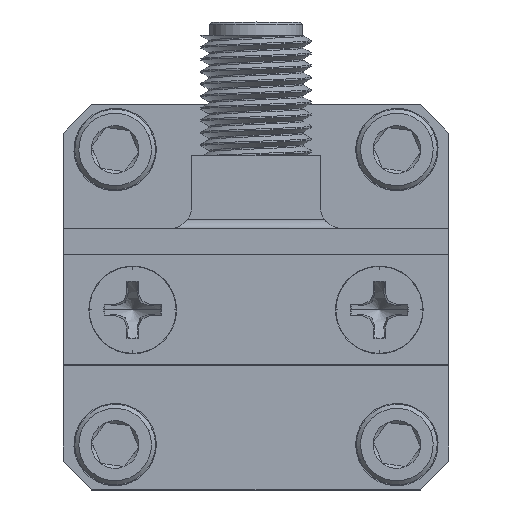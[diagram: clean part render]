
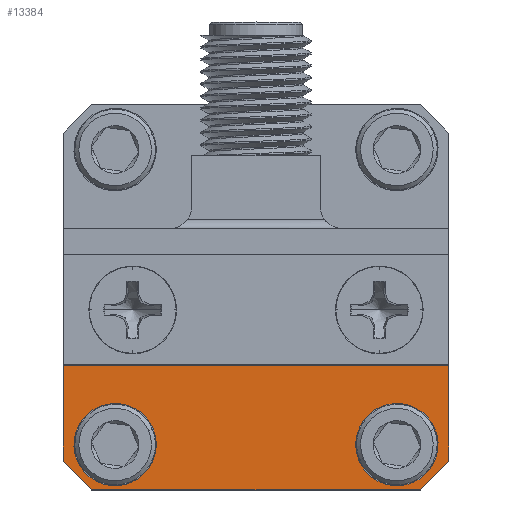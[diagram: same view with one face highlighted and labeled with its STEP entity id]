
A CAD part, top view. The second image highlights one B-rep face of the part: STEP entity #13384.
In plain terms, the highlighted face is planar.
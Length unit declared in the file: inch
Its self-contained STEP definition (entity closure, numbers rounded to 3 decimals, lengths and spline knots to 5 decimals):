
#135 = EDGE_CURVE ( 'NONE', #3730, #2791, #9361, .T. ) ;
#631 = EDGE_CURVE ( 'NONE', #12906, #5471, #14482, .T. ) ;
#1007 = CARTESIAN_POINT ( 'NONE',  ( 0.3725, 0.175, -0.4375 ) ) ;
#1231 = LINE ( 'NONE', #10358, #5933 ) ;
#1346 = CARTESIAN_POINT ( 'NONE',  ( 0., 0.175, 0. ) ) ;
#1830 = VECTOR ( 'NONE', #3344, 39.37008 ) ;
#2199 = ORIENTED_EDGE ( 'NONE', *, *, #3985, .T. ) ;
#2268 = ORIENTED_EDGE ( 'NONE', *, *, #14177, .T. ) ;
#2409 = EDGE_LOOP ( 'NONE', ( #14007, #2199, #2268, #13920, #2506, #8693 ) ) ;
#2506 = ORIENTED_EDGE ( 'NONE', *, *, #9235, .T. ) ;
#2527 = DIRECTION ( 'NONE',  ( 0., 0., 1. ) ) ;
#2649 = CARTESIAN_POINT ( 'NONE',  ( 0.4375, 0.175, -0.155 ) ) ;
#2699 = DIRECTION ( 'NONE',  ( 0., -1., 0. ) ) ;
#2722 = EDGE_CURVE ( 'NONE', #8544, #6518, #9295, .T. ) ;
#2791 = VERTEX_POINT ( 'NONE', #8043 ) ;
#3055 = CARTESIAN_POINT ( 'NONE',  ( 0.32, 0.175, -0.277 ) ) ;
#3057 = VERTEX_POINT ( 'NONE', #7364 ) ;
#3158 = CARTESIAN_POINT ( 'NONE',  ( 0.4375, 0.175, 0.4375 ) ) ;
#3270 = ORIENTED_EDGE ( 'NONE', *, *, #12756, .F. ) ;
#3344 = DIRECTION ( 'NONE',  ( 0., 0., 1. ) ) ;
#3730 = VERTEX_POINT ( 'NONE', #2649 ) ;
#3985 = EDGE_CURVE ( 'NONE', #2791, #11958, #9267, .T. ) ;
#4361 = CARTESIAN_POINT ( 'NONE',  ( -0.4375, 0.175, -0.155 ) ) ;
#4483 = DIRECTION ( 'NONE',  ( 0., 0., -1. ) ) ;
#4702 = CARTESIAN_POINT ( 'NONE',  ( -0.32, 0.175, -0.393 ) ) ;
#4734 = EDGE_CURVE ( 'NONE', #6301, #3730, #5968, .T. ) ;
#4829 = CARTESIAN_POINT ( 'NONE',  ( -0.32, 0.175, -0.277 ) ) ;
#5471 = VERTEX_POINT ( 'NONE', #6221 ) ;
#5794 = LINE ( 'NONE', #7025, #6019 ) ;
#5851 = CIRCLE ( 'NONE', #6288, 0.058 ) ;
#5877 = VECTOR ( 'NONE', #4483, 39.37008 ) ;
#5933 = VECTOR ( 'NONE', #6525, 39.37008 ) ;
#5968 = LINE ( 'NONE', #16215, #6177 ) ;
#6019 = VECTOR ( 'NONE', #9515, 39.37008 ) ;
#6177 = VECTOR ( 'NONE', #16162, 39.37008 ) ;
#6221 = CARTESIAN_POINT ( 'NONE',  ( 0.32, 0.175, -0.393 ) ) ;
#6288 = AXIS2_PLACEMENT_3D ( 'NONE', #7501, #11468, #8887 ) ;
#6301 = VERTEX_POINT ( 'NONE', #4361 ) ;
#6518 = VERTEX_POINT ( 'NONE', #4702 ) ;
#6525 = DIRECTION ( 'NONE',  ( -0.707, 0., 0.707 ) ) ;
#6646 = EDGE_CURVE ( 'NONE', #6987, #3057, #1231, .T. ) ;
#6987 = VERTEX_POINT ( 'NONE', #9146 ) ;
#7025 = CARTESIAN_POINT ( 'NONE',  ( -0.4375, 0.175, -0.4375 ) ) ;
#7137 = CARTESIAN_POINT ( 'NONE',  ( 0.3725, 0.175, -0.4375 ) ) ;
#7364 = CARTESIAN_POINT ( 'NONE',  ( -0.4375, 0.175, -0.3725 ) ) ;
#7501 = CARTESIAN_POINT ( 'NONE',  ( -0.32, 0.175, -0.335 ) ) ;
#7522 = AXIS2_PLACEMENT_3D ( 'NONE', #11797, #14542, #16891 ) ;
#7682 = CIRCLE ( 'NONE', #9151, 0.058 ) ;
#7987 = DIRECTION ( 'NONE',  ( 0., 0., 1. ) ) ;
#8043 = CARTESIAN_POINT ( 'NONE',  ( 0.4375, 0.175, -0.3725 ) ) ;
#8544 = VERTEX_POINT ( 'NONE', #4829 ) ;
#8586 = ORIENTED_EDGE ( 'NONE', *, *, #631, .F. ) ;
#8693 = ORIENTED_EDGE ( 'NONE', *, *, #4734, .T. ) ;
#8887 = DIRECTION ( 'NONE',  ( 0., 0., 1. ) ) ;
#9146 = CARTESIAN_POINT ( 'NONE',  ( -0.3725, 0.175, -0.4375 ) ) ;
#9151 = AXIS2_PLACEMENT_3D ( 'NONE', #13205, #14372, #7987 ) ;
#9235 = EDGE_CURVE ( 'NONE', #3057, #6301, #10630, .T. ) ;
#9267 = LINE ( 'NONE', #7137, #12354 ) ;
#9295 = CIRCLE ( 'NONE', #7522, 0.058 ) ;
#9298 = FACE_OUTER_BOUND ( 'NONE', #2409, .T. ) ;
#9361 = LINE ( 'NONE', #3158, #5877 ) ;
#9515 = DIRECTION ( 'NONE',  ( -1., 0., 0. ) ) ;
#10358 = CARTESIAN_POINT ( 'NONE',  ( -0.4375, 0.175, -0.3725 ) ) ;
#10429 = DIRECTION ( 'NONE',  ( 0., 1., 0. ) ) ;
#10630 = LINE ( 'NONE', #11431, #1830 ) ;
#10895 = ORIENTED_EDGE ( 'NONE', *, *, #12029, .F. ) ;
#11145 = FACE_BOUND ( 'NONE', #13707, .T. ) ;
#11431 = CARTESIAN_POINT ( 'NONE',  ( -0.4375, 0.175, 0.4375 ) ) ;
#11468 = DIRECTION ( 'NONE',  ( 0., 1., 0. ) ) ;
#11797 = CARTESIAN_POINT ( 'NONE',  ( -0.32, 0.175, -0.335 ) ) ;
#11882 = PLANE ( 'NONE',  #15205 ) ;
#11958 = VERTEX_POINT ( 'NONE', #1007 ) ;
#12029 = EDGE_CURVE ( 'NONE', #6518, #8544, #5851, .T. ) ;
#12354 = VECTOR ( 'NONE', #16366, 39.37008 ) ;
#12756 = EDGE_CURVE ( 'NONE', #5471, #12906, #7682, .T. ) ;
#12906 = VERTEX_POINT ( 'NONE', #3055 ) ;
#13183 = DIRECTION ( 'NONE',  ( 0., 0., -1. ) ) ;
#13205 = CARTESIAN_POINT ( 'NONE',  ( 0.32, 0.175, -0.335 ) ) ;
#13384 = ADVANCED_FACE ( 'NONE', ( #16273, #11145, #9298 ), #11882, .F. ) ;
#13707 = EDGE_LOOP ( 'NONE', ( #16399, #10895 ) ) ;
#13920 = ORIENTED_EDGE ( 'NONE', *, *, #6646, .T. ) ;
#14007 = ORIENTED_EDGE ( 'NONE', *, *, #135, .T. ) ;
#14177 = EDGE_CURVE ( 'NONE', #11958, #6987, #5794, .T. ) ;
#14372 = DIRECTION ( 'NONE',  ( 0., 1., 0. ) ) ;
#14482 = CIRCLE ( 'NONE', #14632, 0.058 ) ;
#14542 = DIRECTION ( 'NONE',  ( 0., 1., 0. ) ) ;
#14632 = AXIS2_PLACEMENT_3D ( 'NONE', #15763, #10429, #2527 ) ;
#14777 = EDGE_LOOP ( 'NONE', ( #8586, #3270 ) ) ;
#15205 = AXIS2_PLACEMENT_3D ( 'NONE', #1346, #2699, #13183 ) ;
#15763 = CARTESIAN_POINT ( 'NONE',  ( 0.32, 0.175, -0.335 ) ) ;
#16162 = DIRECTION ( 'NONE',  ( 1., 0., 0. ) ) ;
#16215 = CARTESIAN_POINT ( 'NONE',  ( -1.04203, 0.175, -0.155 ) ) ;
#16273 = FACE_BOUND ( 'NONE', #14777, .T. ) ;
#16366 = DIRECTION ( 'NONE',  ( -0.707, 0., -0.707 ) ) ;
#16399 = ORIENTED_EDGE ( 'NONE', *, *, #2722, .F. ) ;
#16891 = DIRECTION ( 'NONE',  ( 0., 0., 1. ) ) ;
